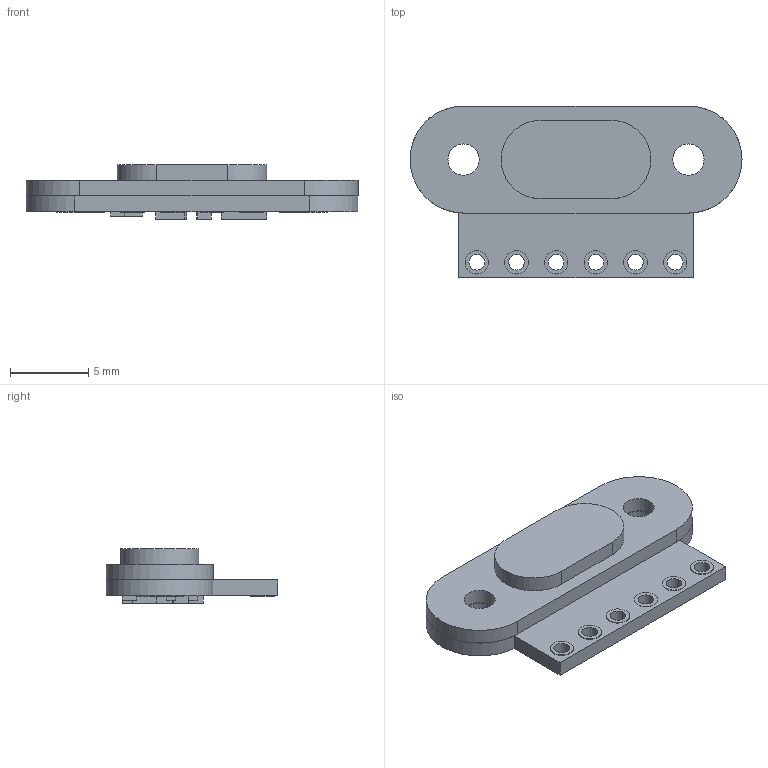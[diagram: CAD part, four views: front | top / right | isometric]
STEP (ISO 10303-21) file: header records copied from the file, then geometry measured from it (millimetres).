
FILE_DESCRIPTION(/* description */ (''),/* implementation_level */ '2;1');
FILE_NAME(/* name */ 'TOF200C.step',/* time_stamp */ '2022-09-15T20:35:05+03:00',/* author */ (''),/* organization */ (''),/* preprocessor_version */ 'ST-DEVELOPER v19',/* originating_system */ 'Autodesk Translation Framework v11.7.0.108',/* authorisation */ '');
FILE_SCHEMA (('AUTOMOTIVE_DESIGN { 1 0 10303 214 3 1 1 }'));
Length unit declared in the file: millimetre
Products named in the file (4): TOF200C; PCB; Lens; Components
Assembly tree (3 placements, depth 2):
  TOF200C
    PCB
    Lens
    Components
Bounding box: 21.25 x 11 x 3.5 mm (x, y, z)
Volume: 366.9 mm3; surface area: 917.4 mm2
Topology: 11 solids, 11 shells, 114 faces, 228 edges, 152 vertices
Faces by surface type: plane 80, cylinder 34
Full cylindrical faces by diameter (mm): 1 x6, 1.5 x12, 2 x4, 3 x4
Entity records: 3195 total; most frequent: DIRECTION 538, CARTESIAN_POINT 501, ORIENTED_EDGE 456, EDGE_CURVE 228, AXIS2_PLACEMENT_3D 189, LINE 160, VECTOR 160, EDGE_LOOP 152
